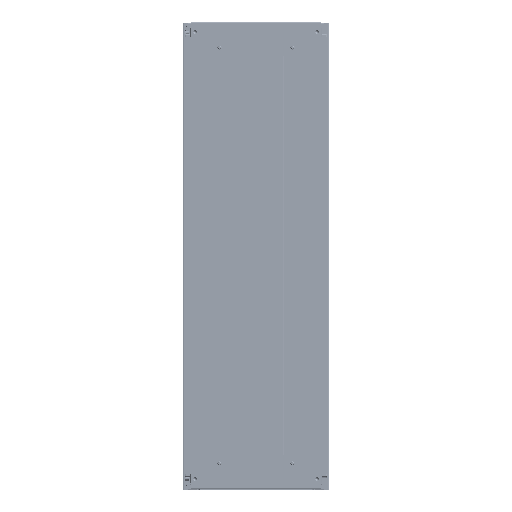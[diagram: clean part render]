
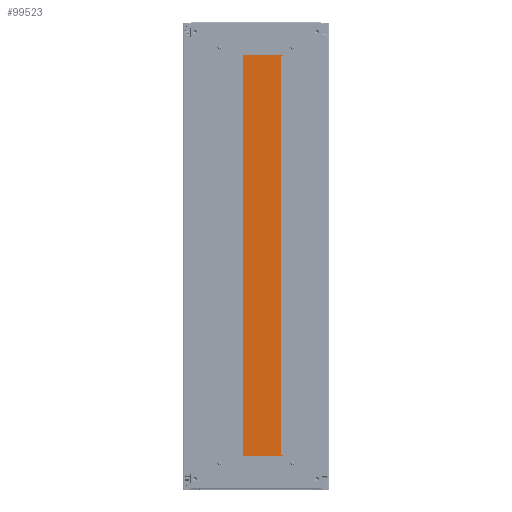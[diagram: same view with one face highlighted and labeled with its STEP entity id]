
A CAD part, top view. The second image highlights one B-rep face of the part: STEP entity #99523.
In plain terms, the highlighted face is planar.
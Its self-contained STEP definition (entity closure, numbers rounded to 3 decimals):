
#5136 = EDGE_CURVE ( 'NONE', #135749, #136358, #111521, .T. ) ;
#5138 = EDGE_CURVE ( 'NONE', #136358, #135907, #111534, .T. ) ;
#5139 = EDGE_CURVE ( 'NONE', #152904, #135400, #111536, .T. ) ;
#5140 = EDGE_CURVE ( 'NONE', #152894, #152904, #111538, .T. ) ;
#5141 = EDGE_CURVE ( 'NONE', #152894, #152938, #111540, .T. ) ;
#5142 = EDGE_CURVE ( 'NONE', #135400, #135749, #111542, .T. ) ;
#5143 = EDGE_CURVE ( 'NONE', #135907, #100043, #111544, .T. ) ;
#5144 = EDGE_CURVE ( 'NONE', #152938, #100043, #111546, .T. ) ;
#26536 = CARTESIAN_POINT ( 'NONE',  ( -700., 74., 1.5 ) ) ;
#62907 = CARTESIAN_POINT ( 'NONE',  ( 700., -74., 1.5 ) ) ;
#64058 = CARTESIAN_POINT ( 'NONE',  ( 700., 74., 1.5 ) ) ;
#64099 = CARTESIAN_POINT ( 'NONE',  ( -700., -74., 1.5 ) ) ;
#64109 = PLANE ( 'NONE',  #74853 ) ;
#64124 = DIRECTION ( 'NONE',  ( 0., 0., 1. ) ) ;
#64126 = DIRECTION ( 'NONE',  ( 1., 0., 0. ) ) ;
#64562 = CARTESIAN_POINT ( 'NONE',  ( -700., -74., 1.5 ) ) ;
#65916 = CARTESIAN_POINT ( 'NONE',  ( -685., -74., 1.5 ) ) ;
#73103 = FACE_OUTER_BOUND ( 'NONE', #157580, .T. ) ;
#74853 = AXIS2_PLACEMENT_3D ( 'NONE', #64099, #64124, #64126 ) ;
#74997 = CARTESIAN_POINT ( 'NONE',  ( -700., 74., 1.5 ) ) ;
#75021 = DIRECTION ( 'NONE',  ( -1., 0., 0. ) ) ;
#75036 = CARTESIAN_POINT ( 'NONE',  ( -700., 74., 1.5 ) ) ;
#75040 = DIRECTION ( 'NONE',  ( 0., -1., 0. ) ) ;
#75045 = CARTESIAN_POINT ( 'NONE',  ( -700., -74., 1.5 ) ) ;
#75048 = DIRECTION ( 'NONE',  ( 1., 0., 0. ) ) ;
#75054 = CARTESIAN_POINT ( 'NONE',  ( 685., -73., 1.5 ) ) ;
#75058 = DIRECTION ( 'NONE',  ( 0., -1., 0. ) ) ;
#75063 = CARTESIAN_POINT ( 'NONE',  ( 685., -72.99, 1.5 ) ) ;
#75066 = DIRECTION ( 'NONE',  ( -1., 0., 0. ) ) ;
#75073 = CARTESIAN_POINT ( 'NONE',  ( 700., 74., 1.5 ) ) ;
#75076 = DIRECTION ( 'NONE',  ( 0., 1., 0. ) ) ;
#75082 = CARTESIAN_POINT ( 'NONE',  ( -700., -74., 1.5 ) ) ;
#75084 = DIRECTION ( 'NONE',  ( 1., 0., 0. ) ) ;
#75091 = CARTESIAN_POINT ( 'NONE',  ( -685., -73., 1.5 ) ) ;
#75095 = DIRECTION ( 'NONE',  ( 0., -1., 0. ) ) ;
#99523 = ADVANCED_FACE ( 'NONE', ( #73103 ), #64109, .T. ) ;
#100043 = VERTEX_POINT ( 'NONE', #65916 ) ;
#111521 = LINE ( 'NONE', #74997, #111530 ) ;
#111530 = VECTOR ( 'NONE', #75021, 1000. ) ;
#111534 = LINE ( 'NONE', #75036, #111535 ) ;
#111535 = VECTOR ( 'NONE', #75040, 1000. ) ;
#111536 = LINE ( 'NONE', #75045, #111537 ) ;
#111537 = VECTOR ( 'NONE', #75048, 1000. ) ;
#111538 = LINE ( 'NONE', #75054, #111539 ) ;
#111539 = VECTOR ( 'NONE', #75058, 1000. ) ;
#111540 = LINE ( 'NONE', #75063, #111541 ) ;
#111541 = VECTOR ( 'NONE', #75066, 1000. ) ;
#111542 = LINE ( 'NONE', #75073, #111543 ) ;
#111543 = VECTOR ( 'NONE', #75076, 1000. ) ;
#111544 = LINE ( 'NONE', #75082, #111545 ) ;
#111545 = VECTOR ( 'NONE', #75084, 1000. ) ;
#111546 = LINE ( 'NONE', #75091, #111547 ) ;
#111547 = VECTOR ( 'NONE', #75095, 1000. ) ;
#135400 = VERTEX_POINT ( 'NONE', #62907 ) ;
#135749 = VERTEX_POINT ( 'NONE', #64058 ) ;
#135907 = VERTEX_POINT ( 'NONE', #64562 ) ;
#136358 = VERTEX_POINT ( 'NONE', #26536 ) ;
#142105 = CARTESIAN_POINT ( 'NONE',  ( 685., -72.99, 1.5 ) ) ;
#142115 = CARTESIAN_POINT ( 'NONE',  ( 685., -74., 1.5 ) ) ;
#142149 = CARTESIAN_POINT ( 'NONE',  ( -685., -72.99, 1.5 ) ) ;
#151247 = ORIENTED_EDGE ( 'NONE', *, *, #5138, .T. ) ;
#151253 = ORIENTED_EDGE ( 'NONE', *, *, #5144, .F. ) ;
#151279 = ORIENTED_EDGE ( 'NONE', *, *, #5136, .T. ) ;
#151287 = ORIENTED_EDGE ( 'NONE', *, *, #5139, .T. ) ;
#151319 = ORIENTED_EDGE ( 'NONE', *, *, #5142, .T. ) ;
#151323 = ORIENTED_EDGE ( 'NONE', *, *, #5140, .T. ) ;
#151324 = ORIENTED_EDGE ( 'NONE', *, *, #5143, .T. ) ;
#151529 = ORIENTED_EDGE ( 'NONE', *, *, #5141, .F. ) ;
#152894 = VERTEX_POINT ( 'NONE', #142105 ) ;
#152904 = VERTEX_POINT ( 'NONE', #142115 ) ;
#152938 = VERTEX_POINT ( 'NONE', #142149 ) ;
#157580 = EDGE_LOOP ( 'NONE', ( #151529, #151323, #151287, #151319, #151279, #151247, #151324, #151253 ) ) ;
